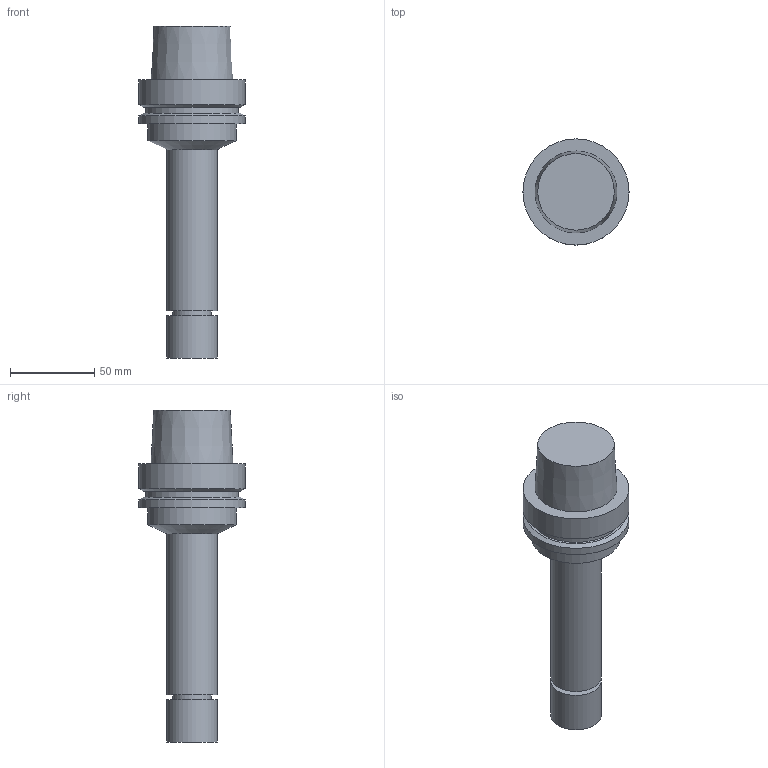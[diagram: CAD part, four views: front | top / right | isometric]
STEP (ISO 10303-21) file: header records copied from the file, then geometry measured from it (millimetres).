
FILE_DESCRIPTION((''),'1');
FILE_NAME('HSK-A63-MEGAER16-165NL.stp','2016-06-21T23:59:58',(''),(''),'Spatial Interop R21 SP3','Kubotek KeyCreator 2011 V10.0.2 (22737)',' ');
FILE_SCHEMA(('automotive_design'));
Length unit declared in the file: millimetre
Products named in the file (2): Unnamed[1]
Bounding box: 63 x 63 x 197 mm (x, y, z)
Volume: 254946.8 mm3; surface area: 32686.5 mm2
Topology: 2 solids, 2 shells, 23 faces, 35 edges, 21 vertices
Faces by surface type: plane 9, cylinder 8, cone 6
Full cylindrical faces by diameter (mm): 22 x1, 23 x1, 30 x2, 52.6 x1, 55 x1, 63 x2
Entity records: 880 total; most frequent: DIRECTION 92, PRESENTATION_STYLE_ASSIGNMENT 71, COLOUR_RGB 71, CARTESIAN_POINT 67, STYLED_ITEM 46, AXIS2_PLACEMENT_3D 46, CURVE_STYLE 46, DRAUGHTING_PRE_DEFINED_CURVE_FONT 46
